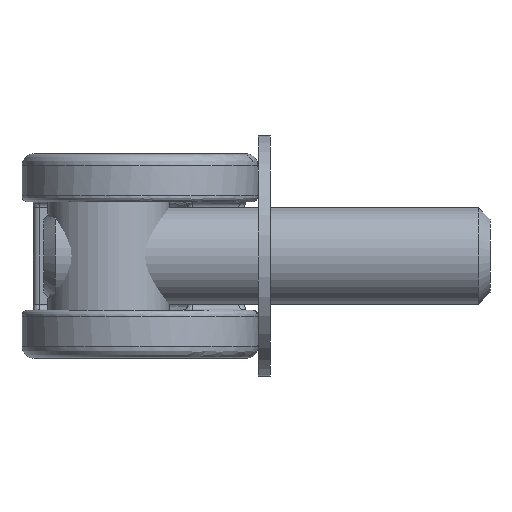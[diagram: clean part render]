
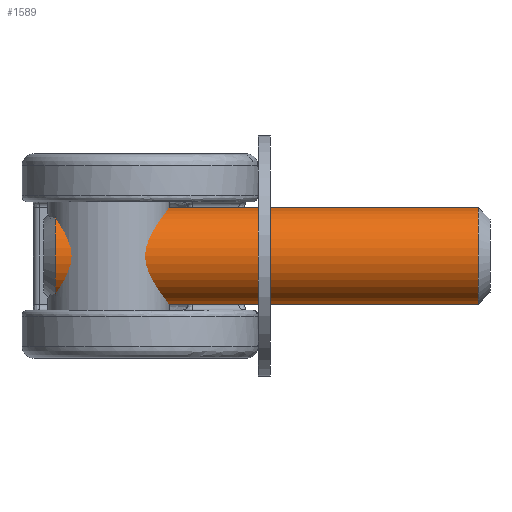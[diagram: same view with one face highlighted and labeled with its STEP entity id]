
A CAD part, left-side view. The second image highlights one B-rep face of the part: STEP entity #1589.
In plain terms, the highlighted cylindrical face has radius 3.175 mm (diameter 6.35 mm), a full revolution.
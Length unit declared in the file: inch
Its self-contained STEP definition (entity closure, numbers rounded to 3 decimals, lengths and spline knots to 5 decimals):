
#71 = ORIENTED_EDGE ( 'NONE', *, *, #3758, .T. ) ;
#97 = DIRECTION ( 'NONE',  ( 0., 0., 1. ) ) ;
#140 = EDGE_LOOP ( 'NONE', ( #71 ) ) ;
#342 = CARTESIAN_POINT ( 'NONE',  ( 0., -0.95875, 0. ) ) ;
#409 = EDGE_LOOP ( 'NONE', ( #1493 ) ) ;
#414 = CIRCLE ( 'NONE', #3173, 0.125 ) ;
#711 = AXIS2_PLACEMENT_3D ( 'NONE', #2843, #2827, #1655 ) ;
#976 = EDGE_CURVE ( 'NONE', #1861, #1861, #414, .T. ) ;
#1493 = ORIENTED_EDGE ( 'NONE', *, *, #976, .T. ) ;
#1560 = DIRECTION ( 'NONE',  ( 0., 0., 1. ) ) ;
#1589 = ADVANCED_FACE ( 'NONE', ( #3438, #1984 ), #2588, .T. ) ;
#1655 = DIRECTION ( 'NONE',  ( 0., 0., 1. ) ) ;
#1861 = VERTEX_POINT ( 'NONE', #3029 ) ;
#1948 = AXIS2_PLACEMENT_3D ( 'NONE', #342, #2690, #1560 ) ;
#1984 = FACE_OUTER_BOUND ( 'NONE', #140, .T. ) ;
#2402 = CARTESIAN_POINT ( 'NONE',  ( 0., 0.1375, 0. ) ) ;
#2588 = CYLINDRICAL_SURFACE ( 'NONE', #711, 0.125 ) ;
#2690 = DIRECTION ( 'NONE',  ( 0., 1., 0. ) ) ;
#2728 = DIRECTION ( 'NONE',  ( 0., -1., 0. ) ) ;
#2827 = DIRECTION ( 'NONE',  ( 0., -1., 0. ) ) ;
#2843 = CARTESIAN_POINT ( 'NONE',  ( 0., -0.41062, 0. ) ) ;
#2868 = CIRCLE ( 'NONE', #1948, 0.125 ) ;
#3029 = CARTESIAN_POINT ( 'NONE',  ( 0., 0.1375, 0.125 ) ) ;
#3173 = AXIS2_PLACEMENT_3D ( 'NONE', #2402, #2728, #97 ) ;
#3430 = VERTEX_POINT ( 'NONE', #3674 ) ;
#3438 = FACE_OUTER_BOUND ( 'NONE', #409, .T. ) ;
#3674 = CARTESIAN_POINT ( 'NONE',  ( 0., -0.95875, 0.125 ) ) ;
#3758 = EDGE_CURVE ( 'NONE', #3430, #3430, #2868, .T. ) ;
